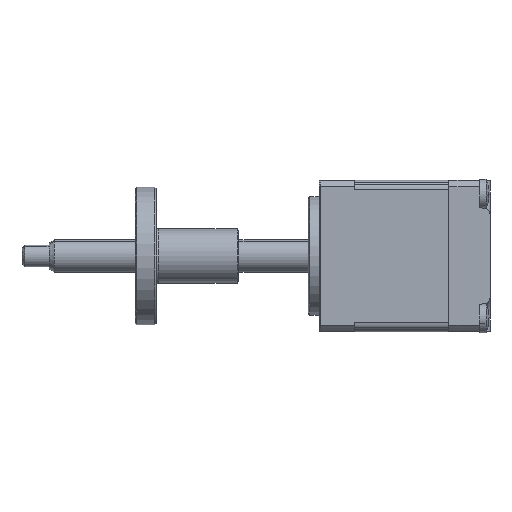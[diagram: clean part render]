
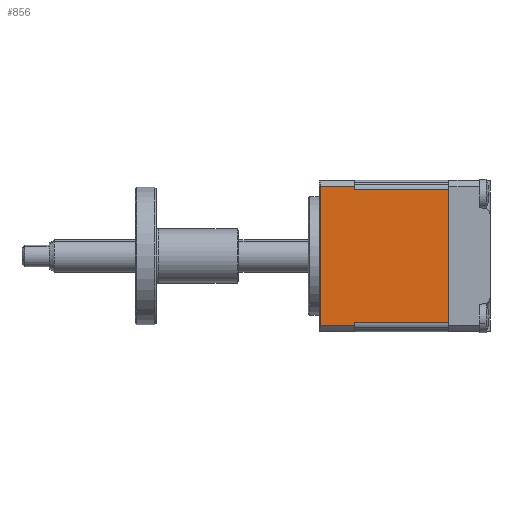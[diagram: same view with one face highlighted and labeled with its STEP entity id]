
A CAD part, left-side view. The second image highlights one B-rep face of the part: STEP entity #856.
In plain terms, the highlighted planar face has unit normal (-1, 0, 0).
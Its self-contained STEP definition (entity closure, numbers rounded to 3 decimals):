
#107 = LINE ( 'NONE', #2809, #10279 ) ;
#675 = DIRECTION ( 'NONE',  ( 0., 1., 0. ) ) ;
#712 = ORIENTED_EDGE ( 'NONE', *, *, #1508, .T. ) ;
#855 = PLANE ( 'NONE',  #5092 ) ;
#856 = ADVANCED_FACE ( 'NONE', ( #3415 ), #855, .F. ) ;
#1302 = VECTOR ( 'NONE', #675, 1000. ) ;
#1415 = CARTESIAN_POINT ( 'NONE',  ( -16.455, 7.776, 20.698 ) ) ;
#1508 = EDGE_CURVE ( 'NONE', #3894, #4764, #6935, .T. ) ;
#1530 = CARTESIAN_POINT ( 'NONE',  ( -16.455, -9.724, 21.353 ) ) ;
#1599 = CARTESIAN_POINT ( 'NONE',  ( -16.455, 6.676, 46.502 ) ) ;
#1670 = VECTOR ( 'NONE', #6080, 1000. ) ;
#1740 = VECTOR ( 'NONE', #11526, 1000. ) ;
#1815 = VECTOR ( 'NONE', #5896, 1000. ) ;
#1886 = CARTESIAN_POINT ( 'NONE',  ( -16.455, -9.724, 45.847 ) ) ;
#1910 = VECTOR ( 'NONE', #8733, 1000. ) ;
#1991 = ORIENTED_EDGE ( 'NONE', *, *, #7580, .T. ) ;
#2478 = VERTEX_POINT ( 'NONE', #7324 ) ;
#2748 = CARTESIAN_POINT ( 'NONE',  ( -16.455, 7.776, 45.847 ) ) ;
#2756 = ORIENTED_EDGE ( 'NONE', *, *, #3768, .F. ) ;
#2809 = CARTESIAN_POINT ( 'NONE',  ( -16.455, -9.724, 45.847 ) ) ;
#3415 = FACE_OUTER_BOUND ( 'NONE', #3589, .T. ) ;
#3447 = ORIENTED_EDGE ( 'NONE', *, *, #9955, .F. ) ;
#3529 = VERTEX_POINT ( 'NONE', #7386 ) ;
#3589 = EDGE_LOOP ( 'NONE', ( #1991, #2756, #10180, #712, #11931, #3447, #7277, #9897 ) ) ;
#3768 = EDGE_CURVE ( 'NONE', #3529, #9138, #4018, .T. ) ;
#3788 = DIRECTION ( 'NONE',  ( 0., 0., 1. ) ) ;
#3894 = VERTEX_POINT ( 'NONE', #4228 ) ;
#4018 = LINE ( 'NONE', #11268, #1815 ) ;
#4228 = CARTESIAN_POINT ( 'NONE',  ( -16.455, 14.076, 46.502 ) ) ;
#4229 = VERTEX_POINT ( 'NONE', #1415 ) ;
#4242 = CARTESIAN_POINT ( 'NONE',  ( -16.455, -9.724, 21.353 ) ) ;
#4764 = VERTEX_POINT ( 'NONE', #9268 ) ;
#5092 = AXIS2_PLACEMENT_3D ( 'NONE', #10112, #9289, #3788 ) ;
#5454 = CARTESIAN_POINT ( 'NONE',  ( -16.455, 7.776, 21.353 ) ) ;
#5896 = DIRECTION ( 'NONE',  ( 0., 0., -1. ) ) ;
#6018 = VERTEX_POINT ( 'NONE', #5454 ) ;
#6080 = DIRECTION ( 'NONE',  ( 0., 1., 0. ) ) ;
#6258 = CARTESIAN_POINT ( 'NONE',  ( -16.455, 7.776, 20.698 ) ) ;
#6412 = VERTEX_POINT ( 'NONE', #1530 ) ;
#6935 = LINE ( 'NONE', #6944, #1910 ) ;
#6944 = CARTESIAN_POINT ( 'NONE',  ( -16.455, 14.076, 20.698 ) ) ;
#7080 = LINE ( 'NONE', #6258, #9731 ) ;
#7181 = DIRECTION ( 'NONE',  ( 0., 0., -1. ) ) ;
#7277 = ORIENTED_EDGE ( 'NONE', *, *, #7620, .F. ) ;
#7324 = CARTESIAN_POINT ( 'NONE',  ( -16.455, -9.724, 45.847 ) ) ;
#7386 = CARTESIAN_POINT ( 'NONE',  ( -16.455, 7.776, 46.502 ) ) ;
#7438 = EDGE_CURVE ( 'NONE', #3529, #3894, #11378, .T. ) ;
#7507 = DIRECTION ( 'NONE',  ( 0., 1., 0. ) ) ;
#7562 = EDGE_CURVE ( 'NONE', #2478, #6412, #107, .T. ) ;
#7580 = EDGE_CURVE ( 'NONE', #2478, #9138, #11787, .T. ) ;
#7620 = EDGE_CURVE ( 'NONE', #6412, #6018, #9157, .T. ) ;
#8733 = DIRECTION ( 'NONE',  ( 0., 0., -1. ) ) ;
#9138 = VERTEX_POINT ( 'NONE', #2748 ) ;
#9157 = LINE ( 'NONE', #4242, #1740 ) ;
#9268 = CARTESIAN_POINT ( 'NONE',  ( -16.455, 14.076, 20.698 ) ) ;
#9273 = DIRECTION ( 'NONE',  ( 0., 0., -1. ) ) ;
#9289 = DIRECTION ( 'NONE',  ( 1., 0., 0. ) ) ;
#9428 = VECTOR ( 'NONE', #7507, 1000. ) ;
#9684 = CARTESIAN_POINT ( 'NONE',  ( -16.455, 6.676, 20.698 ) ) ;
#9731 = VECTOR ( 'NONE', #7181, 1000. ) ;
#9897 = ORIENTED_EDGE ( 'NONE', *, *, #7562, .F. ) ;
#9955 = EDGE_CURVE ( 'NONE', #6018, #4229, #7080, .T. ) ;
#10112 = CARTESIAN_POINT ( 'NONE',  ( -16.455, -9.724, 45.847 ) ) ;
#10180 = ORIENTED_EDGE ( 'NONE', *, *, #7438, .T. ) ;
#10279 = VECTOR ( 'NONE', #9273, 1000. ) ;
#11268 = CARTESIAN_POINT ( 'NONE',  ( -16.455, 7.776, 20.698 ) ) ;
#11378 = LINE ( 'NONE', #1599, #1302 ) ;
#11441 = LINE ( 'NONE', #9684, #1670 ) ;
#11526 = DIRECTION ( 'NONE',  ( 0., 1., 0. ) ) ;
#11741 = EDGE_CURVE ( 'NONE', #4229, #4764, #11441, .T. ) ;
#11787 = LINE ( 'NONE', #1886, #9428 ) ;
#11931 = ORIENTED_EDGE ( 'NONE', *, *, #11741, .F. ) ;
